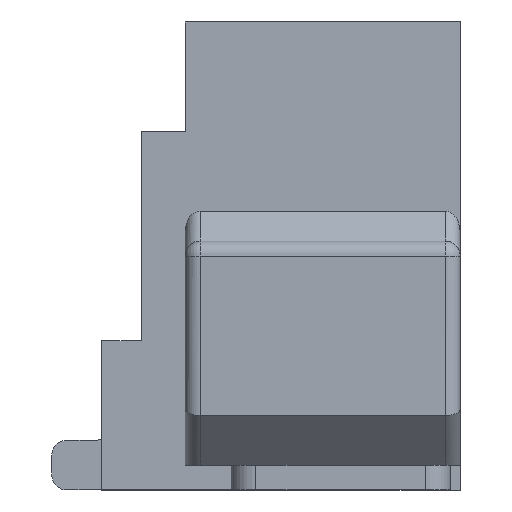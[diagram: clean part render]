
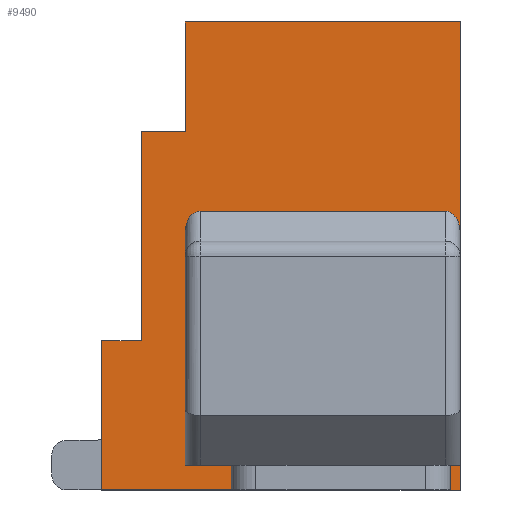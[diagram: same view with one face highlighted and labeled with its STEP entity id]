
A CAD part, left-side view. The second image highlights one B-rep face of the part: STEP entity #9490.
In plain terms, the highlighted planar face has unit normal (-1, 0, 0).
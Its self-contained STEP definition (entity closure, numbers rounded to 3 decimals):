
#246=ELLIPSE('',#10058,0.212,0.15);
#247=ELLIPSE('',#10059,0.212,0.15);
#552=FACE_OUTER_BOUND('',#1074,.T.);
#1074=EDGE_LOOP('',(#6312,#6313,#6314,#6315,#6316,#6317,#6318,#6319,#6320,
#6321,#6322,#6323,#6324,#6325));
#1667=LINE('',#12839,#2667);
#1679=LINE('',#12863,#2679);
#1787=LINE('',#13374,#2787);
#1895=LINE('',#13949,#2895);
#1901=LINE('',#13962,#2901);
#1902=LINE('',#13966,#2902);
#1903=LINE('',#13969,#2903);
#1904=LINE('',#13971,#2904);
#1905=LINE('',#13973,#2905);
#1906=LINE('',#13974,#2906);
#1907=LINE('',#13976,#2907);
#1908=LINE('',#13977,#2908);
#2667=VECTOR('',#10620,1.);
#2679=VECTOR('',#10632,1.);
#2787=VECTOR('',#10806,1.);
#2895=VECTOR('',#10976,1.);
#2901=VECTOR('',#10988,1.);
#2902=VECTOR('',#10991,1.);
#2903=VECTOR('',#10994,1.);
#2904=VECTOR('',#10995,1.);
#2905=VECTOR('',#10996,1.);
#2906=VECTOR('',#10997,1.);
#2907=VECTOR('',#10998,1.);
#2908=VECTOR('',#10999,1.);
#3671=VERTEX_POINT('',#12836);
#3672=VERTEX_POINT('',#12838);
#3683=VERTEX_POINT('',#12860);
#3684=VERTEX_POINT('',#12862);
#3869=VERTEX_POINT('',#13371);
#3870=VERTEX_POINT('',#13373);
#4006=VERTEX_POINT('',#13947);
#4010=VERTEX_POINT('',#13961);
#4011=VERTEX_POINT('',#13963);
#4012=VERTEX_POINT('',#13965);
#4013=VERTEX_POINT('',#13968);
#4014=VERTEX_POINT('',#13970);
#4015=VERTEX_POINT('',#13972);
#4016=VERTEX_POINT('',#13975);
#4573=EDGE_CURVE('',#3671,#3672,#1667,.T.);
#4585=EDGE_CURVE('',#3683,#3684,#1679,.T.);
#4771=EDGE_CURVE('',#3870,#3869,#1787,.T.);
#4918=EDGE_CURVE('',#3683,#4006,#1895,.T.);
#4925=EDGE_CURVE('',#4010,#4006,#1901,.T.);
#4926=EDGE_CURVE('',#4010,#4011,#246,.T.);
#4927=EDGE_CURVE('',#4011,#4012,#1902,.T.);
#4928=EDGE_CURVE('',#4012,#3672,#247,.T.);
#4929=EDGE_CURVE('',#4013,#3671,#1903,.T.);
#4930=EDGE_CURVE('',#4014,#4013,#1904,.T.);
#4931=EDGE_CURVE('',#4015,#4014,#1905,.T.);
#4932=EDGE_CURVE('',#4015,#3870,#1906,.T.);
#4933=EDGE_CURVE('',#3869,#4016,#1907,.T.);
#4934=EDGE_CURVE('',#4016,#3684,#1908,.T.);
#6312=ORIENTED_EDGE('',*,*,#4925,.F.);
#6313=ORIENTED_EDGE('',*,*,#4926,.T.);
#6314=ORIENTED_EDGE('',*,*,#4927,.T.);
#6315=ORIENTED_EDGE('',*,*,#4928,.T.);
#6316=ORIENTED_EDGE('',*,*,#4573,.F.);
#6317=ORIENTED_EDGE('',*,*,#4929,.F.);
#6318=ORIENTED_EDGE('',*,*,#4930,.F.);
#6319=ORIENTED_EDGE('',*,*,#4931,.F.);
#6320=ORIENTED_EDGE('',*,*,#4932,.T.);
#6321=ORIENTED_EDGE('',*,*,#4771,.T.);
#6322=ORIENTED_EDGE('',*,*,#4933,.T.);
#6323=ORIENTED_EDGE('',*,*,#4934,.T.);
#6324=ORIENTED_EDGE('',*,*,#4585,.F.);
#6325=ORIENTED_EDGE('',*,*,#4918,.T.);
#8683=PLANE('',#10057);
#9490=ADVANCED_FACE('',(#552),#8683,.F.);
#10057=AXIS2_PLACEMENT_3D('',#13960,#10986,#10987);
#10058=AXIS2_PLACEMENT_3D('',#13964,#10989,#10990);
#10059=AXIS2_PLACEMENT_3D('',#13967,#10992,#10993);
#10620=DIRECTION('',(0.,0.,-1.));
#10632=DIRECTION('',(0.,0.,-1.));
#10806=DIRECTION('',(0.,1.,0.));
#10976=DIRECTION('',(0.,1.,0.));
#10986=DIRECTION('center_axis',(1.,0.,0.));
#10987=DIRECTION('ref_axis',(0.,1.,0.));
#10988=DIRECTION('',(0.,0.,-1.));
#10989=DIRECTION('center_axis',(1.,0.,0.));
#10990=DIRECTION('ref_axis',(0.,0.,1.));
#10991=DIRECTION('',(0.,-1.,0.));
#10992=DIRECTION('center_axis',(1.,0.,0.));
#10993=DIRECTION('ref_axis',(0.,0.,
1.));
#10994=DIRECTION('',(0.,-1.,0.));
#10995=DIRECTION('',(0.,0.,1.));
#10996=DIRECTION('',(0.,-1.,0.));
#10997=DIRECTION('',(0.,0.,-1.));
#10998=DIRECTION('',(0.,0.,-1.));
#10999=DIRECTION('',(0.,-1.,0.));
#12836=CARTESIAN_POINT('',(-2.124,-2.473,4.698));
#12838=CARTESIAN_POINT('',(-2.124,-2.473,2.587));
#12839=CARTESIAN_POINT('',(-2.124,-2.473,4.698));
#12860=CARTESIAN_POINT('',(-2.124,-2.473,0.25));
#12862=CARTESIAN_POINT('',(-2.124,-2.473,0.));
#12863=CARTESIAN_POINT('',(-2.124,-2.473,4.698));
#13371=CARTESIAN_POINT('',(-2.124,1.126,1.499));
#13373=CARTESIAN_POINT('',(-2.124,0.726,1.499));
#13374=CARTESIAN_POINT('',(-2.124,-1.323,1.499));
#13947=CARTESIAN_POINT('',(-2.124,0.288,0.25));
#13949=CARTESIAN_POINT('',(-2.124,-2.473,0.25));
#13960=CARTESIAN_POINT('Origin',(-2.124,-2.473,4.698));
#13961=CARTESIAN_POINT('',(-2.124,0.288,2.587));
#13962=CARTESIAN_POINT('',(-2.124,0.288,2.499));
#13963=CARTESIAN_POINT('',(-2.124,0.138,2.799));
#13964=CARTESIAN_POINT('Origin',(-2.124,0.138,2.587));
#13965=CARTESIAN_POINT('',(-2.124,-2.323,2.799));
#13966=CARTESIAN_POINT('',(-2.124,-2.473,2.799));
#13967=CARTESIAN_POINT('Origin',(-2.124,-2.323,2.587));
#13968=CARTESIAN_POINT('',(-2.124,0.288,4.698));
#13969=CARTESIAN_POINT('',(-2.124,-2.473,4.698));
#13970=CARTESIAN_POINT('',(-2.124,0.288,3.599));
#13971=CARTESIAN_POINT('',(-2.124,0.288,3.599));
#13972=CARTESIAN_POINT('',(-2.124,0.726,3.599));
#13973=CARTESIAN_POINT('',(-2.124,0.726,3.599));
#13974=CARTESIAN_POINT('',(-2.124,0.726,4.698));
#13975=CARTESIAN_POINT('',(-2.124,1.126,0.));
#13976=CARTESIAN_POINT('',(-2.124,1.126,5.767));
#13977=CARTESIAN_POINT('',(-2.124,-2.473,0.));
